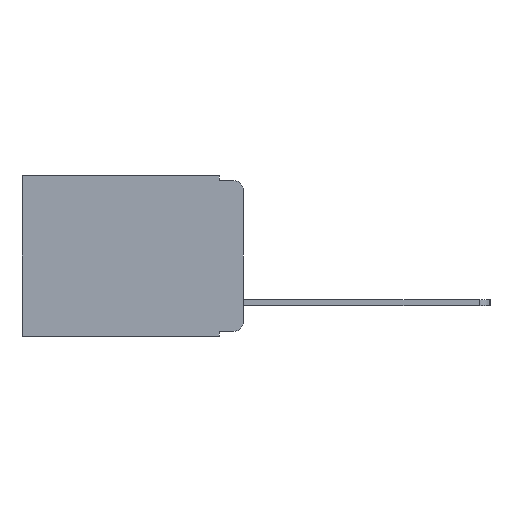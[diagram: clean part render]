
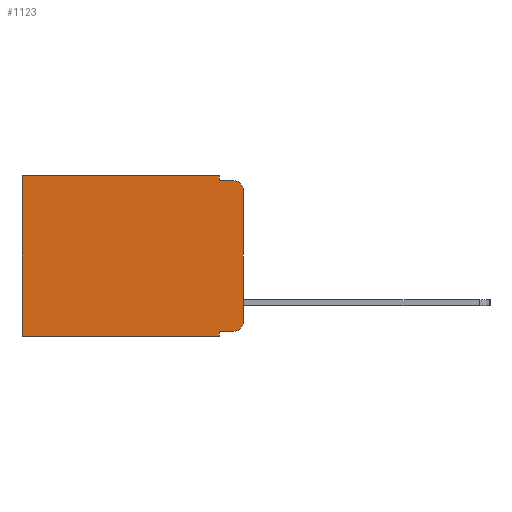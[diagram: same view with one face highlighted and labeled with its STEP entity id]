
A CAD part, left-side view. The second image highlights one B-rep face of the part: STEP entity #1123.
In plain terms, the highlighted planar face has unit normal (-1, 0, 0).
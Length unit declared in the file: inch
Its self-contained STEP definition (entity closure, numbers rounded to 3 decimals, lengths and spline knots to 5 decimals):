
#176 = DIRECTION ( 'NONE',  ( -1., 0., 0. ) ) ;
#218 = CARTESIAN_POINT ( 'NONE',  ( 0.298, 0.02, -0.313 ) ) ;
#639 = ORIENTED_EDGE ( 'NONE', *, *, #8172, .T. ) ;
#679 = FACE_OUTER_BOUND ( 'NONE', #2597, .T. ) ;
#779 = VERTEX_POINT ( 'NONE', #10059 ) ;
#892 = CARTESIAN_POINT ( 'NONE',  ( 0.298, 0.051, -0.01 ) ) ;
#962 = ORIENTED_EDGE ( 'NONE', *, *, #2488, .F. ) ;
#1081 = EDGE_CURVE ( 'NONE', #779, #13136, #6676, .T. ) ;
#1104 = CARTESIAN_POINT ( 'NONE',  ( 0.298, 0., -0.343 ) ) ;
#1107 = ORIENTED_EDGE ( 'NONE', *, *, #1827, .F. ) ;
#1123 = ADVANCED_FACE ( 'NONE', ( #679 ), #11757, .F. ) ;
#1172 = CARTESIAN_POINT ( 'NONE',  ( 0.298, 0.473, 0. ) ) ;
#1388 = VECTOR ( 'NONE', #1991, 39.37008 ) ;
#1527 = DIRECTION ( 'NONE',  ( 0., 0., -1. ) ) ;
#1827 = EDGE_CURVE ( 'NONE', #3157, #11248, #9855, .T. ) ;
#1991 = DIRECTION ( 'NONE',  ( 0., 0., -1. ) ) ;
#2263 = ORIENTED_EDGE ( 'NONE', *, *, #4076, .T. ) ;
#2471 = AXIS2_PLACEMENT_3D ( 'NONE', #4284, #11409, #5282 ) ;
#2488 = EDGE_CURVE ( 'NONE', #11248, #13136, #7558, .T. ) ;
#2580 = CARTESIAN_POINT ( 'NONE',  ( 0.298, 0.473, -0.343 ) ) ;
#2597 = EDGE_LOOP ( 'NONE', ( #12652, #639, #7254, #11172, #11164, #11193, #962, #1107, #2263, #11017 ) ) ;
#2687 = LINE ( 'NONE', #11612, #5187 ) ;
#2736 = VERTEX_POINT ( 'NONE', #4674 ) ;
#2977 = DIRECTION ( 'NONE',  ( 0., 0., -1. ) ) ;
#3109 = CARTESIAN_POINT ( 'NONE',  ( 0.298, 0.02, -0.01 ) ) ;
#3157 = VERTEX_POINT ( 'NONE', #4570 ) ;
#3186 = VECTOR ( 'NONE', #4603, 39.37008 ) ;
#3388 = VECTOR ( 'NONE', #6169, 39.37008 ) ;
#4076 = EDGE_CURVE ( 'NONE', #3157, #2736, #6117, .T. ) ;
#4284 = CARTESIAN_POINT ( 'NONE',  ( 0.298, 0.02, -0.03 ) ) ;
#4570 = CARTESIAN_POINT ( 'NONE',  ( 0.298, 0.051, -0.333 ) ) ;
#4603 = DIRECTION ( 'NONE',  ( 0., -1., 0. ) ) ;
#4674 = CARTESIAN_POINT ( 'NONE',  ( 0.298, 0.02, -0.333 ) ) ;
#4675 = CIRCLE ( 'NONE', #5065, 0.02 ) ;
#4755 = EDGE_CURVE ( 'NONE', #9990, #12170, #6562, .T. ) ;
#4890 = CARTESIAN_POINT ( 'NONE',  ( 0.298, 0.051, -0.343 ) ) ;
#4935 = LINE ( 'NONE', #10854, #12108 ) ;
#5023 = CARTESIAN_POINT ( 'NONE',  ( 0.298, 0., 0. ) ) ;
#5065 = AXIS2_PLACEMENT_3D ( 'NONE', #218, #176, #12361 ) ;
#5187 = VECTOR ( 'NONE', #6504, 39.37008 ) ;
#5282 = DIRECTION ( 'NONE',  ( 0., 0., -1. ) ) ;
#5416 = EDGE_CURVE ( 'NONE', #2736, #7457, #4675, .T. ) ;
#6071 = DIRECTION ( 'NONE',  ( 0., 1., 0. ) ) ;
#6113 = CARTESIAN_POINT ( 'NONE',  ( 0.298, 0., 0. ) ) ;
#6117 = LINE ( 'NONE', #10003, #3388 ) ;
#6169 = DIRECTION ( 'NONE',  ( 0., -1., 0. ) ) ;
#6462 = VERTEX_POINT ( 'NONE', #13401 ) ;
#6504 = DIRECTION ( 'NONE',  ( 0., 0., -1. ) ) ;
#6562 = LINE ( 'NONE', #892, #3186 ) ;
#6676 = LINE ( 'NONE', #1172, #1388 ) ;
#7136 = VECTOR ( 'NONE', #6071, 39.37008 ) ;
#7254 = ORIENTED_EDGE ( 'NONE', *, *, #4755, .F. ) ;
#7457 = VERTEX_POINT ( 'NONE', #11287 ) ;
#7558 = LINE ( 'NONE', #1104, #12695 ) ;
#8172 = EDGE_CURVE ( 'NONE', #6462, #12170, #11457, .T. ) ;
#9381 = VERTEX_POINT ( 'NONE', #12778 ) ;
#9746 = CARTESIAN_POINT ( 'NONE',  ( 0.298, 0.051, -0.01 ) ) ;
#9855 = LINE ( 'NONE', #10455, #12558 ) ;
#9856 = EDGE_CURVE ( 'NONE', #6462, #7457, #2687, .T. ) ;
#9990 = VERTEX_POINT ( 'NONE', #9746 ) ;
#10003 = CARTESIAN_POINT ( 'NONE',  ( 0.298, 0.051, -0.333 ) ) ;
#10059 = CARTESIAN_POINT ( 'NONE',  ( 0.298, 0.473, 0. ) ) ;
#10172 = LINE ( 'NONE', #6113, #7136 ) ;
#10455 = CARTESIAN_POINT ( 'NONE',  ( 0.298, 0.051, 0. ) ) ;
#10647 = AXIS2_PLACEMENT_3D ( 'NONE', #5023, #11587, #2977 ) ;
#10854 = CARTESIAN_POINT ( 'NONE',  ( 0.298, 0.051, 0. ) ) ;
#11017 = ORIENTED_EDGE ( 'NONE', *, *, #5416, .T. ) ;
#11164 = ORIENTED_EDGE ( 'NONE', *, *, #12748, .T. ) ;
#11172 = ORIENTED_EDGE ( 'NONE', *, *, #12496, .F. ) ;
#11193 = ORIENTED_EDGE ( 'NONE', *, *, #1081, .T. ) ;
#11248 = VERTEX_POINT ( 'NONE', #4890 ) ;
#11287 = CARTESIAN_POINT ( 'NONE',  ( 0.298, 0., -0.313 ) ) ;
#11409 = DIRECTION ( 'NONE',  ( -1., 0., 0. ) ) ;
#11457 = CIRCLE ( 'NONE', #2471, 0.02 ) ;
#11587 = DIRECTION ( 'NONE',  ( 1., 0., 0. ) ) ;
#11612 = CARTESIAN_POINT ( 'NONE',  ( 0.298, 0., 0. ) ) ;
#11619 = DIRECTION ( 'NONE',  ( 0., 1., 0. ) ) ;
#11757 = PLANE ( 'NONE',  #10647 ) ;
#12108 = VECTOR ( 'NONE', #1527, 39.37008 ) ;
#12170 = VERTEX_POINT ( 'NONE', #3109 ) ;
#12361 = DIRECTION ( 'NONE',  ( 0., 0., -1. ) ) ;
#12496 = EDGE_CURVE ( 'NONE', #9381, #9990, #4935, .T. ) ;
#12558 = VECTOR ( 'NONE', #13364, 39.37008 ) ;
#12652 = ORIENTED_EDGE ( 'NONE', *, *, #9856, .F. ) ;
#12695 = VECTOR ( 'NONE', #11619, 39.37008 ) ;
#12748 = EDGE_CURVE ( 'NONE', #9381, #779, #10172, .T. ) ;
#12778 = CARTESIAN_POINT ( 'NONE',  ( 0.298, 0.051, 0. ) ) ;
#13136 = VERTEX_POINT ( 'NONE', #2580 ) ;
#13364 = DIRECTION ( 'NONE',  ( 0., 0., -1. ) ) ;
#13401 = CARTESIAN_POINT ( 'NONE',  ( 0.298, 0., -0.03 ) ) ;
